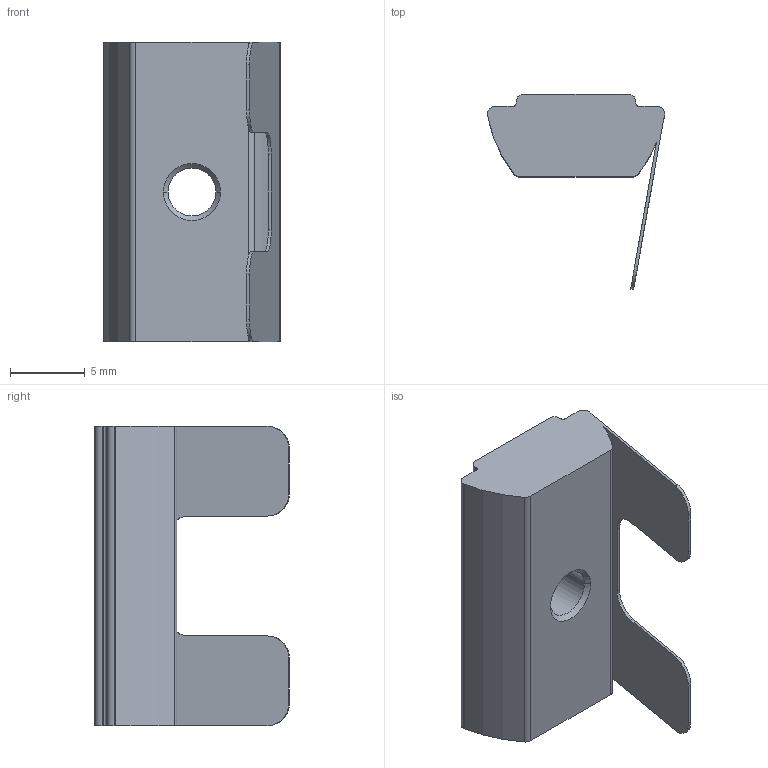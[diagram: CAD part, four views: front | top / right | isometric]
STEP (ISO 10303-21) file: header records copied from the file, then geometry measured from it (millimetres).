
FILE_DESCRIPTION (( 'STEP AP214' ), '1' );
FILE_NAME ('A359 Ñóõàðü ïàçîâûé Ì4 ñ ëàïêîé, ïàç 8.STEP', '2019-09-17T14:34:14', ( 'Windows User' ), ( '' ), 'SwSTEP 2.0', 'SolidWorks 2018', '' );
FILE_SCHEMA (( 'AUTOMOTIVE_DESIGN' ));
Length unit declared in the file: millimetre
Products named in the file (1): A359 Ñóõàðü ïàçîâûé Ì4 ñ ëàïêîé, ïàç 8
Bounding box: 11.84 x 13.01 x 20 mm (x, y, z)
Volume: 1096.6 mm3; surface area: 1032.8 mm2
Topology: 1 solids, 1 shells, 39 faces, 107 edges, 70 vertices
Faces by surface type: cylinder 20, plane 15, cone 4
Entity records: 1313 total; most frequent: DIRECTION 231, CARTESIAN_POINT 217, ORIENTED_EDGE 214, EDGE_CURVE 107, AXIS2_PLACEMENT_3D 84, VERTEX_POINT 70, VECTOR 63, LINE 63
